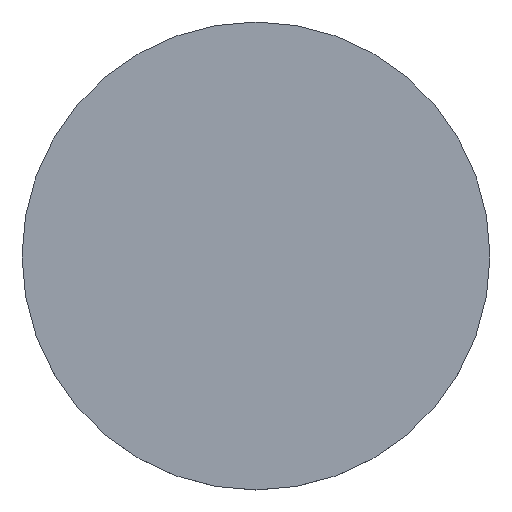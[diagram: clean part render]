
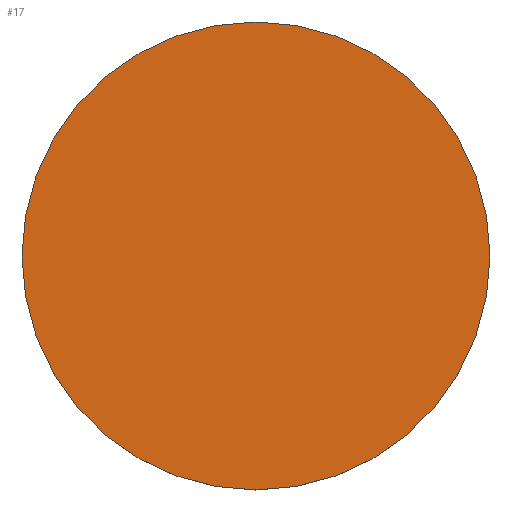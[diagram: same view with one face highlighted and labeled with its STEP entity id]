
A CAD part, top view. The second image highlights one B-rep face of the part: STEP entity #17.
In plain terms, the highlighted planar face has unit normal (0, 0, 1).
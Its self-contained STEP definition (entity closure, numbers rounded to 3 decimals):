
#1 = DIRECTION ( 'NONE',  ( 0., 0., 1. ) ) ;
#17 = ADVANCED_FACE ( 'NONE', ( #173 ), #171, .T. ) ;
#36 = CARTESIAN_POINT ( 'NONE',  ( -10., 0., 1.1 ) ) ;
#60 = VERTEX_POINT ( 'NONE', #71 ) ;
#63 = CARTESIAN_POINT ( 'NONE',  ( 0., 0., 1.1 ) ) ;
#71 = CARTESIAN_POINT ( 'NONE',  ( 10., 0., 1.1 ) ) ;
#75 = AXIS2_PLACEMENT_3D ( 'NONE', #81, #1, #112 ) ;
#81 = CARTESIAN_POINT ( 'NONE',  ( 0., 0., 1.1 ) ) ;
#83 = CARTESIAN_POINT ( 'NONE',  ( 0., 0., 1.1 ) ) ;
#91 = DIRECTION ( 'NONE',  ( 1., 0., 0. ) ) ;
#92 = DIRECTION ( 'NONE',  ( 0., 0., 1. ) ) ;
#93 = DIRECTION ( 'NONE',  ( 0., 0., 1. ) ) ;
#107 = CIRCLE ( 'NONE', #75, 10. ) ;
#109 = CIRCLE ( 'NONE', #118, 10. ) ;
#111 = EDGE_LOOP ( 'NONE', ( #117, #137 ) ) ;
#112 = DIRECTION ( 'NONE',  ( 1., 0., 0. ) ) ;
#117 = ORIENTED_EDGE ( 'NONE', *, *, #147, .T. ) ;
#118 = AXIS2_PLACEMENT_3D ( 'NONE', #63, #92, #91 ) ;
#123 = DIRECTION ( 'NONE',  ( 1., 0., 0. ) ) ;
#129 = VERTEX_POINT ( 'NONE', #36 ) ;
#137 = ORIENTED_EDGE ( 'NONE', *, *, #155, .T. ) ;
#147 = EDGE_CURVE ( 'NONE', #129, #60, #109, .T. ) ;
#155 = EDGE_CURVE ( 'NONE', #60, #129, #107, .T. ) ;
#164 = AXIS2_PLACEMENT_3D ( 'NONE', #83, #93, #123 ) ;
#171 = PLANE ( 'NONE',  #164 ) ;
#173 = FACE_OUTER_BOUND ( 'NONE', #111, .T. ) ;
